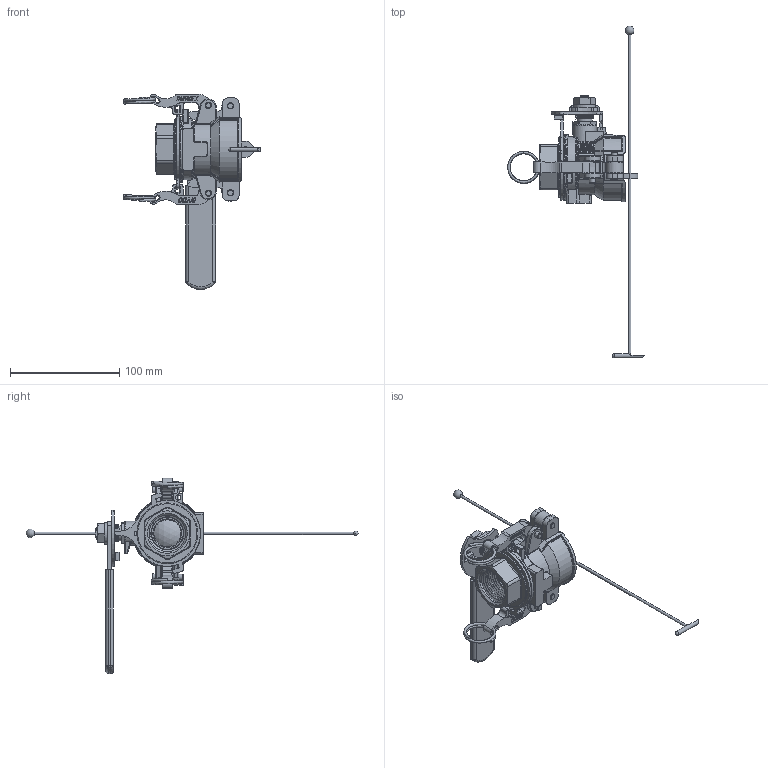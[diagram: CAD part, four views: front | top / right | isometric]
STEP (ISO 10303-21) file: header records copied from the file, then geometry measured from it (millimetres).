
FILE_DESCRIPTION(/* description */ ('PIN'),/* implementation_level */ '2;1');
FILE_NAME(/* name */ 'DM100DSSE.stp',/* time_stamp */ '2016-09-09T17:20:12-04:00',/* author */ ('aaron'),/* organization */ (''),/* preprocessor_version */ 'ST-DEVELOPER v16.1',/* originating_system */ 'Autodesk Inventor 2016',/* authorisation */ '');
FILE_SCHEMA (('AUTOMOTIVE_DESIGN { 1 0 10303 214 3 1 1 }'));
Products named in the file (31): 100P; DM10151SS; DM10281; V20207A; VSS10020; VSS10021; VSS10060; VSS10159; VSS10160F; VSS10160M; VSS10204; VSS10255; VSS10258; 100RING; DM100KX; DM100K; DM10254FSSX; DM10254FSS; DM10154SS; DM10153FSS; DM10295A; DM10289SS; DM10288SS; DM10258; DM10256SS; DM10312; DM10311; DM10314; DM10300; DM100PL; DM100DSSE
Assembly tree (36 placements, depth 3):
  DM100DSSE
    100P  x2
    DM10151SS
    DM10281  x2
    V20207A
    VSS10020
    VSS10021
    VSS10060
    VSS10159
    VSS10160F
    VSS10160M
    VSS10204
    VSS10255
    VSS10258
    DM100K  x2
      100RING
      DM100KX
    DM10254FSS
      DM10254FSSX
    DM10154SS
    DM10153FSS
    DM10295A
    DM10289SS
    DM10288SS
    DM10258
    DM10256SS
    DM100PL
      DM10312
      100P  x2
      DM10311
      DM10314
      DM10300  x2
Bounding box: 125.36 x 304.4 x 179.01 mm (x, y, z)
Volume: 200800 mm3; surface area: 130155.4 mm2
Topology: 38 solids, 38 shells, 2859 faces, 7299 edges, 4713 vertices
Faces by surface type: plane 1312, bspline 705, cylinder 592, cone 114, torus 86, sphere 50
Full cylindrical faces by diameter (mm): 0.254 x2, 2.381 x1, 3.175 x3, 3.969 x1, 4.762 x1, 4.775 x1, 5.512 x4, 5.537 x4, 5.563 x4, 5.588 x3, 5.715 x2, 5.791 x2, 6.223 x4, 9.728 x1, 10.973 x2, 11.024 x1, 11.125 x1, 11.227 x1, 11.836 x1, 13.655 x2, 13.97 x1, 14.224 x1, 14.326 x2, 14.351 x1, 14.961 x1, 15.85 x1, 16.256 x1, 21.996 x1, 24.765 x1, 24.892 x1
Entity records: 97128 total; most frequent: CARTESIAN_POINT 40550, ORIENTED_EDGE 12282, DIRECTION 9835, EDGE_CURVE 6139, VERTEX_POINT 4043, AXIS2_PLACEMENT_3D 3300, LINE 3235, VECTOR 3235
